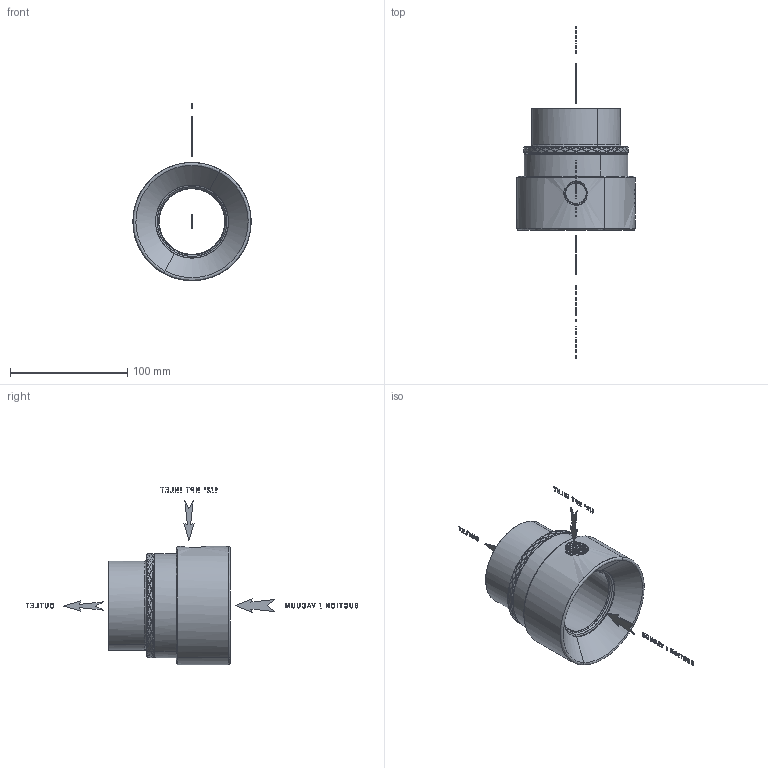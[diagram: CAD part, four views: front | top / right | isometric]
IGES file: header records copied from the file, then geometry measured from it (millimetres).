
Start section: SolidWorks IGES file using analytic representation for surfaces
Global section: file name: ADJ AIR AMP 40003-40003S.IGS; native system: SolidWorks 2020; preprocessor: SolidWorks 2020; author: Ammad; date: 210410.120730; units: millimetre
Bounding box: 100.99 x 283.69 x 151.51 mm (x, y, z)
Surface area: 61171.7 mm2 (no closed solid volume)
Topology: 0 solids, 0 shells, 1237 faces, 7510 edges, 7510 vertices
Faces by surface type: bspline 1237
